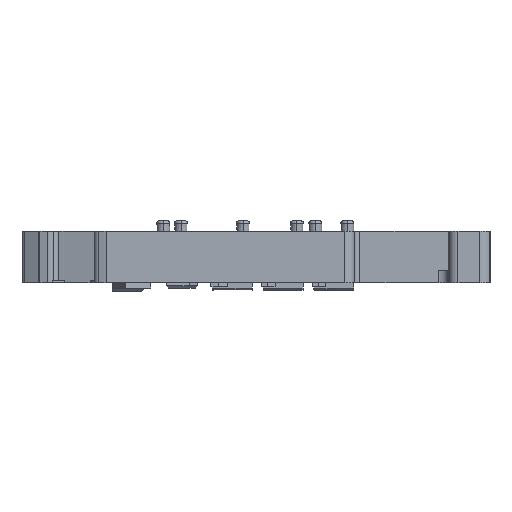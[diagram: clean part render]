
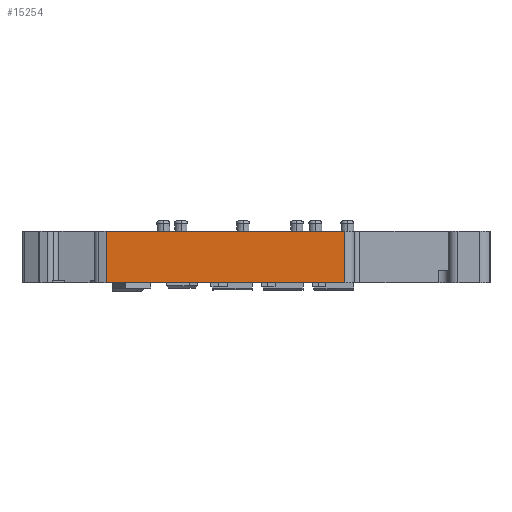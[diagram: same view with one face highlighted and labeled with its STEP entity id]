
A CAD part, left-side view. The second image highlights one B-rep face of the part: STEP entity #15254.
In plain terms, the highlighted planar face has unit normal (-1, 0, 0).
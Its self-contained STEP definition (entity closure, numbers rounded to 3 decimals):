
#879=DIRECTION('',(0.,-1.,0.));
#880=VECTOR('',#879,23.055);
#881=CARTESIAN_POINT('',(-33.5,31.055,-2.5));
#882=LINE('',#881,#880);
#2483=DIRECTION('',(0.,1.,0.));
#2484=VECTOR('',#2483,23.055);
#2485=CARTESIAN_POINT('',(-33.5,8.,2.5));
#2486=LINE('',#2485,#2484);
#6424=DIRECTION('',(0.,0.,-1.));
#6425=VECTOR('',#6424,5.);
#6426=CARTESIAN_POINT('',(-33.5,31.055,2.5));
#6427=LINE('',#6426,#6425);
#6431=DIRECTION('',(0.,0.,1.));
#6432=VECTOR('',#6431,5.);
#6433=CARTESIAN_POINT('',(-33.5,8.,-2.5));
#6434=LINE('',#6433,#6432);
#9141=CARTESIAN_POINT('',(-33.5,31.055,-2.5));
#9142=VERTEX_POINT('',#9141);
#9143=CARTESIAN_POINT('',(-33.5,8.,-2.5));
#9144=VERTEX_POINT('',#9143);
#9530=CARTESIAN_POINT('',(-33.5,8.,2.5));
#9531=VERTEX_POINT('',#9530);
#9532=CARTESIAN_POINT('',(-33.5,31.055,2.5));
#9533=VERTEX_POINT('',#9532);
#15242=CARTESIAN_POINT('',(-33.5,19.528,0.));
#15243=DIRECTION('',(1.,0.,0.));
#15244=DIRECTION('',(0.,-1.,0.));
#15245=AXIS2_PLACEMENT_3D('',#15242,#15243,#15244);
#15246=PLANE('',#15245);
#15248=ORIENTED_EDGE('',*,*,#15247,.F.);
#15249=ORIENTED_EDGE('',*,*,#10651,.F.);
#15250=ORIENTED_EDGE('',*,*,#15237,.F.);
#15251=ORIENTED_EDGE('',*,*,#11308,.F.);
#15252=EDGE_LOOP('',(#15248,#15249,#15250,#15251));
#15253=FACE_OUTER_BOUND('',#15252,.F.);
#10651=EDGE_CURVE('',#9142,#9144,#882,.T.);
#11308=EDGE_CURVE('',#9531,#9533,#2486,.T.);
#15237=EDGE_CURVE('',#9533,#9142,#6427,.T.);
#15247=EDGE_CURVE('',#9144,#9531,#6434,.T.);
#15254=ADVANCED_FACE('',(#15253),#15246,.F.);
